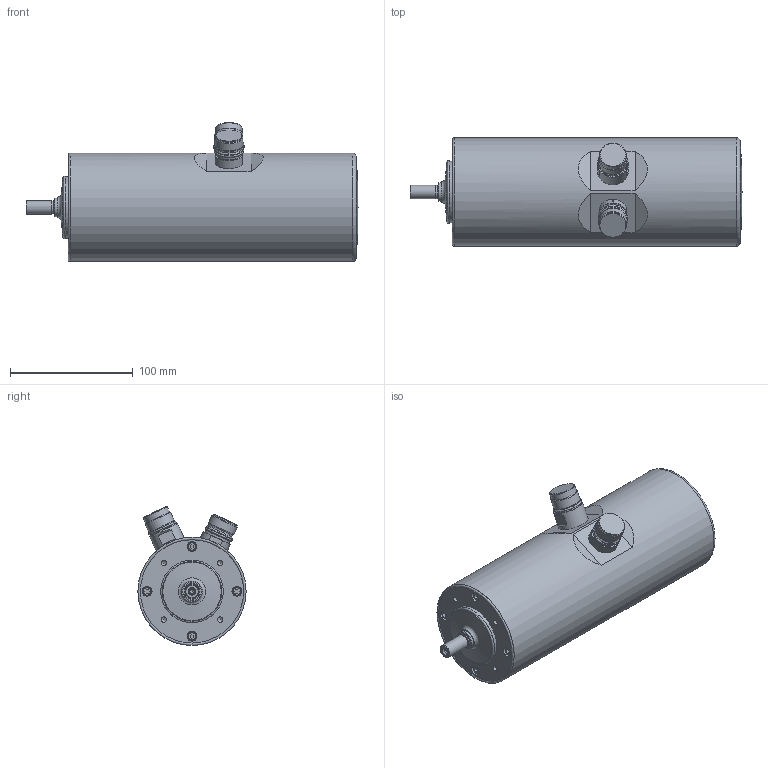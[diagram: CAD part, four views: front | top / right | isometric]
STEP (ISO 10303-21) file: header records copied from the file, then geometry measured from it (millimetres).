
FILE_DESCRIPTION(/* description */ (''),/* implementation_level */ '2;1');
FILE_NAME(/* name */ 'CM2H_KSYMotor-Welle-B14-26X_01_KSY266_BremseSteckerGeber.stp',/* time_stamp */ '2023-07-13T12:56:09+02:00',/* author */ (''),/* organization */ (''),/* preprocessor_version */ 'ST-DEVELOPER v16',/* originating_system */ 'SIEMENS PLM Software NX 10.0',/* authorisation */ '');
FILE_SCHEMA (('AUTOMOTIVE_DESIGN { 1 0 10303 214 3 1 1 1 }'));
Length unit declared in the file: millimetre
Products named in the file (4): 014351_D; 014349_D; KSY264E_HD_R4_SEW_Rumpf; KSY264E_HD_R4_SEW
Assembly tree (3 placements, depth 2):
  KSY264E_HD_R4_SEW
    KSY264E_HD_R4_SEW_Rumpf
    014349_D
    014351_D
Bounding box: 270 x 88 x 113 mm (x, y, z)
Volume: 1452059.9 mm3; surface area: 87547.1 mm2
Topology: 3 solids, 3 shells, 172 faces, 376 edges, 245 vertices
Faces by surface type: plane 80, cylinder 47, cone 22, torus 21, bspline 1, sphere 1
Full cylindrical faces by diameter (mm): 3.432 x1, 4.351 x4, 4.5 x1, 7 x4, 8 x4, 10.5 x1, 11 x1, 13 x1, 15 x1, 16 x1, 16.6 x1, 20 x1, 21 x2, 21.15 x4, 21.5 x1, 21.6 x2, 21.8 x1, 22.6 x1, 22.7 x1, 23 x2, 23.1 x2, 25 x1, 50 x1, 84 x1, 88 x1
Entity records: 4791 total; most frequent: CARTESIAN_POINT 853, DIRECTION 727, ORIENTED_EDGE 522, AXIS2_PLACEMENT_3D 308, EDGE_LOOP 285, EDGE_CURVE 261, FACE_BOUND 224, VERTEX_POINT 213
